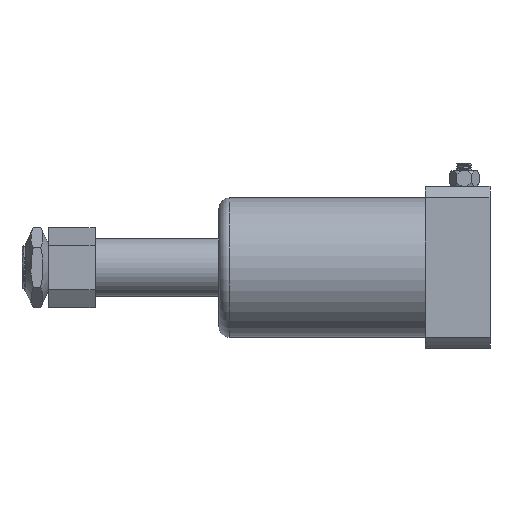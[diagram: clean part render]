
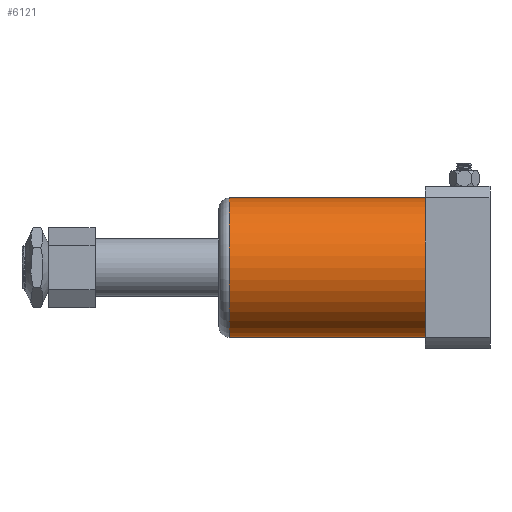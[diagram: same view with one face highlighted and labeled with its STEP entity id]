
A CAD part, left-side view. The second image highlights one B-rep face of the part: STEP entity #6121.
In plain terms, the highlighted cylindrical face has radius 27 mm (diameter 54 mm), a partial arc.
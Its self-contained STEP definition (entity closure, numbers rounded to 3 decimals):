
#321 = CARTESIAN_POINT ( 'NONE',  ( 0., 25., -27. ) ) ;
#1069 = CARTESIAN_POINT ( 'NONE',  ( 0., 25., 27. ) ) ;
#1322 = ORIENTED_EDGE ( 'NONE', *, *, #17568, .F. ) ;
#1662 = CARTESIAN_POINT ( 'NONE',  ( 0., 25., 0. ) ) ;
#2005 = DIRECTION ( 'NONE',  ( 0., -1., 0. ) ) ;
#2978 = DIRECTION ( 'NONE',  ( 0., 1., 0. ) ) ;
#5241 = AXIS2_PLACEMENT_3D ( 'NONE', #5486, #21283, #27731 ) ;
#5486 = CARTESIAN_POINT ( 'NONE',  ( 0., 101., 0. ) ) ;
#6121 = ADVANCED_FACE ( 'NONE', ( #21483 ), #28106, .T. ) ;
#6203 = DIRECTION ( 'NONE',  ( 0., 0., 1. ) ) ;
#7486 = CARTESIAN_POINT ( 'NONE',  ( 0., 25., 27. ) ) ;
#7549 = EDGE_CURVE ( 'NONE', #11874, #8594, #10613, .T. ) ;
#8594 = VERTEX_POINT ( 'NONE', #23223 ) ;
#10613 = LINE ( 'NONE', #14092, #28412 ) ;
#10641 = AXIS2_PLACEMENT_3D ( 'NONE', #1662, #28481, #12891 ) ;
#10684 = CARTESIAN_POINT ( 'NONE',  ( 0., 25., 0. ) ) ;
#10750 = LINE ( 'NONE', #7486, #13911 ) ;
#11105 = ORIENTED_EDGE ( 'NONE', *, *, #13137, .F. ) ;
#11874 = VERTEX_POINT ( 'NONE', #321 ) ;
#12171 = DIRECTION ( 'NONE',  ( 0., 1., 0. ) ) ;
#12891 = DIRECTION ( 'NONE',  ( 0., 0., 1. ) ) ;
#13137 = EDGE_CURVE ( 'NONE', #8594, #27986, #23858, .T. ) ;
#13911 = VECTOR ( 'NONE', #12171, 1000. ) ;
#14092 = CARTESIAN_POINT ( 'NONE',  ( 0., 25., -27. ) ) ;
#15368 = CIRCLE ( 'NONE', #22108, 27. ) ;
#17129 = ORIENTED_EDGE ( 'NONE', *, *, #22306, .T. ) ;
#17568 = EDGE_CURVE ( 'NONE', #23985, #11874, #15368, .T. ) ;
#21121 = CARTESIAN_POINT ( 'NONE',  ( 0., 101., 27. ) ) ;
#21283 = DIRECTION ( 'NONE',  ( 0., 1., 0. ) ) ;
#21483 = FACE_OUTER_BOUND ( 'NONE', #25803, .T. ) ;
#22108 = AXIS2_PLACEMENT_3D ( 'NONE', #10684, #2005, #6203 ) ;
#22306 = EDGE_CURVE ( 'NONE', #23985, #27986, #10750, .T. ) ;
#23223 = CARTESIAN_POINT ( 'NONE',  ( 0., 101., -27. ) ) ;
#23858 = CIRCLE ( 'NONE', #5241, 27. ) ;
#23985 = VERTEX_POINT ( 'NONE', #1069 ) ;
#25803 = EDGE_LOOP ( 'NONE', ( #28433, #1322, #17129, #11105 ) ) ;
#27731 = DIRECTION ( 'NONE',  ( -1., 0., 0. ) ) ;
#27986 = VERTEX_POINT ( 'NONE', #21121 ) ;
#28106 = CYLINDRICAL_SURFACE ( 'NONE', #10641, 27. ) ;
#28412 = VECTOR ( 'NONE', #2978, 1000. ) ;
#28433 = ORIENTED_EDGE ( 'NONE', *, *, #7549, .F. ) ;
#28481 = DIRECTION ( 'NONE',  ( 0., 1., 0. ) ) ;
